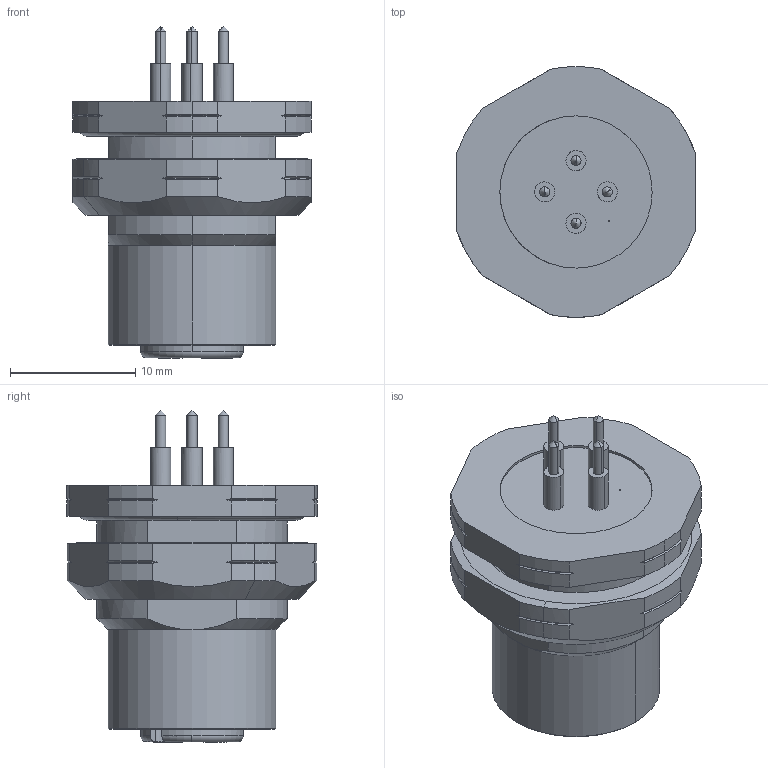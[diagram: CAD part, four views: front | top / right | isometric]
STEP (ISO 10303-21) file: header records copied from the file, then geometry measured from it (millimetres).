
FILE_DESCRIPTION(('CATIA V5R24 STEP','CAx-IF Rec.Pracs.--- Model Styling and Organization---1.2---2011-12-15'),'2;1');
FILE_NAME ('D1461774_0_2421950000_2421950000.stp','2017-04-21T07:25:13+00:00',('none'),('Weidmueller'),'CATIA Version 5-6 Release 2014 SP4 HF52','CATIA V5 STEP AP214','none');
FILE_SCHEMA(('AUTOMOTIVE_DESIGN { 1 0 10303 214 1 1 1 1 }'));
Length unit declared in the file: millimetre
Products named in the file (1): v5-standard_part
Bounding box: 19 x 20 x 26.5 mm (x, y, z)
Volume: 3654.1 mm3; surface area: 2647.6 mm2
Topology: 1 solids, 2 shells, 373 faces, 1019 edges, 682 vertices
Faces by surface type: cylinder 133, plane 118, cone 58, bspline 37, torus 25, sphere 2
Entity records: 13384 total; most frequent: CARTESIAN_POINT 4227, ORIENTED_EDGE 2022, DIRECTION 1368, EDGE_CURVE 1011, VERTEX_POINT 682, AXIS2_PLACEMENT_3D 643, EDGE_LOOP 419, VECTOR 389
